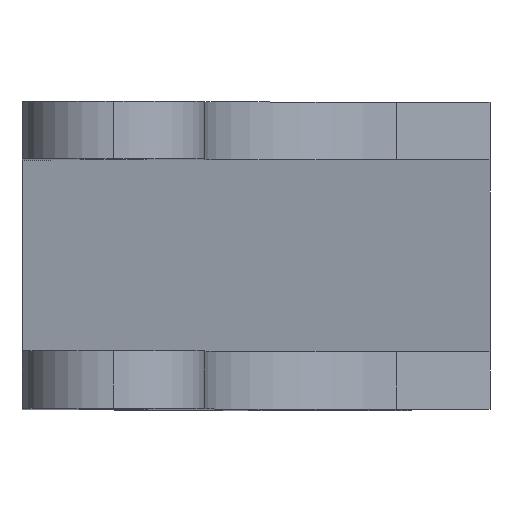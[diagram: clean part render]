
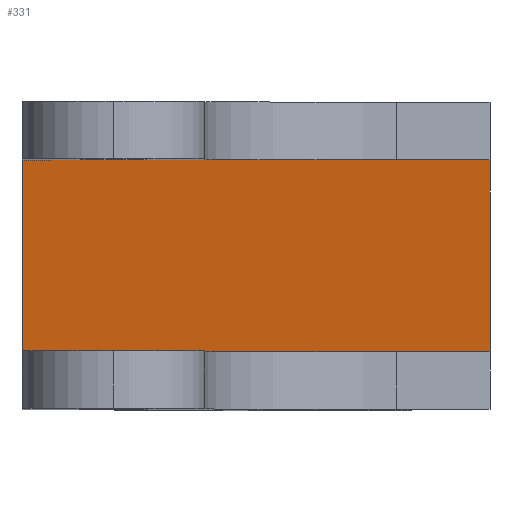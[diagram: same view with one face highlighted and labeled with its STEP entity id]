
A CAD part, top view. The second image highlights one B-rep face of the part: STEP entity #331.
In plain terms, the highlighted planar face has unit normal (-0.206, 0, 0.978).
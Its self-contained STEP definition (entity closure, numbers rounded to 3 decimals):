
#12 = CARTESIAN_POINT ( 'NONE',  ( 11.879, -10., 5.146 ) ) ;
#67 = EDGE_CURVE ( 'NONE', #764, #411, #829, .T. ) ;
#194 = VECTOR ( 'NONE', #463, 1000. ) ;
#202 = CARTESIAN_POINT ( 'NONE',  ( 11.879, -13., 5.146 ) ) ;
#204 = CARTESIAN_POINT ( 'NONE',  ( 11.879, -13., 5.146 ) ) ;
#311 = VECTOR ( 'NONE', #364, 1000. ) ;
#324 = DIRECTION ( 'NONE',  ( -0.978, 0., -0.207 ) ) ;
#331 = ADVANCED_FACE ( 'NONE', ( #1302 ), #423, .F. ) ;
#332 = VECTOR ( 'NONE', #324, 1000. ) ;
#333 = ORIENTED_EDGE ( 'NONE', *, *, #1092, .T. ) ;
#345 = CARTESIAN_POINT ( 'NONE',  ( -12.5, -10., 0. ) ) ;
#364 = DIRECTION ( 'NONE',  ( 0., 1., 0. ) ) ;
#409 = VECTOR ( 'NONE', #787, 1000. ) ;
#411 = VERTEX_POINT ( 'NONE', #345 ) ;
#423 = PLANE ( 'NONE',  #1354 ) ;
#463 = DIRECTION ( 'NONE',  ( -0.978, 0., -0.207 ) ) ;
#508 = DIRECTION ( 'NONE',  ( -0.978, 0., -0.207 ) ) ;
#533 = ORIENTED_EDGE ( 'NONE', *, *, #738, .T. ) ;
#561 = LINE ( 'NONE', #922, #311 ) ;
#599 = VERTEX_POINT ( 'NONE', #1000 ) ;
#653 = LINE ( 'NONE', #1100, #332 ) ;
#738 = EDGE_CURVE ( 'NONE', #1220, #599, #653, .T. ) ;
#764 = VERTEX_POINT ( 'NONE', #1374 ) ;
#787 = DIRECTION ( 'NONE',  ( 0., 1., 0. ) ) ;
#829 = LINE ( 'NONE', #12, #194 ) ;
#848 = ORIENTED_EDGE ( 'NONE', *, *, #1239, .F. ) ;
#865 = DIRECTION ( 'NONE',  ( 0.207, 0., -0.978 ) ) ;
#922 = CARTESIAN_POINT ( 'NONE',  ( -12.5, -13., 0. ) ) ;
#1000 = CARTESIAN_POINT ( 'NONE',  ( -12.5, 0., 0. ) ) ;
#1029 = CARTESIAN_POINT ( 'NONE',  ( 11.879, 0., 5.146 ) ) ;
#1090 = ORIENTED_EDGE ( 'NONE', *, *, #67, .F. ) ;
#1092 = EDGE_CURVE ( 'NONE', #764, #1220, #1112, .T. ) ;
#1100 = CARTESIAN_POINT ( 'NONE',  ( 11.879, 0., 5.146 ) ) ;
#1112 = LINE ( 'NONE', #202, #409 ) ;
#1118 = EDGE_LOOP ( 'NONE', ( #848, #1090, #333, #533 ) ) ;
#1220 = VERTEX_POINT ( 'NONE', #1029 ) ;
#1239 = EDGE_CURVE ( 'NONE', #411, #599, #561, .T. ) ;
#1302 = FACE_OUTER_BOUND ( 'NONE', #1118, .T. ) ;
#1354 = AXIS2_PLACEMENT_3D ( 'NONE', #204, #865, #508 ) ;
#1374 = CARTESIAN_POINT ( 'NONE',  ( 11.879, -10., 5.146 ) ) ;
